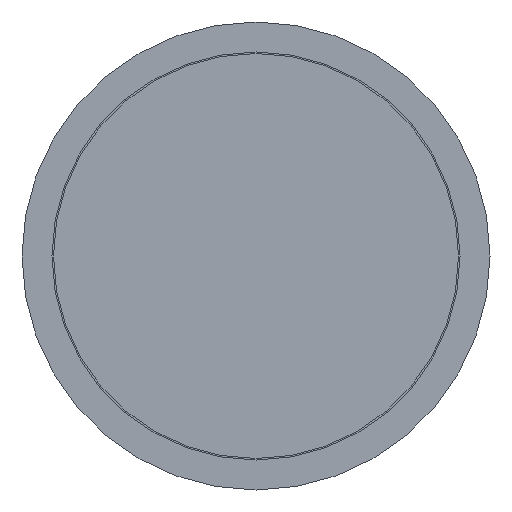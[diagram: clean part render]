
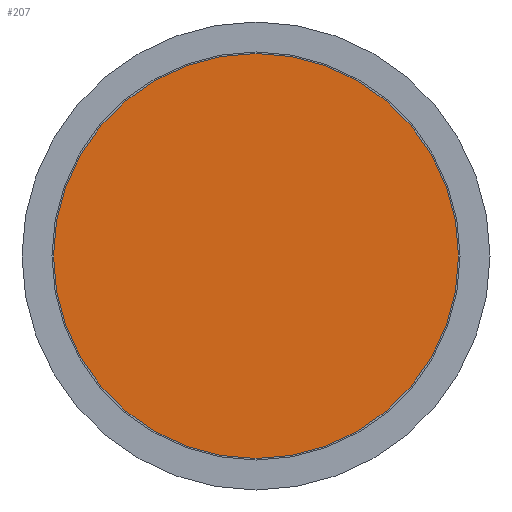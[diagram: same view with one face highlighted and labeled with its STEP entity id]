
A CAD part, front view. The second image highlights one B-rep face of the part: STEP entity #207.
In plain terms, the highlighted planar face has unit normal (0, -1, 0).
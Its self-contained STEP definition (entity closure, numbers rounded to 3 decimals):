
#9 = CARTESIAN_POINT ( 'NONE',  ( 0., 0., -33.75 ) ) ;
#90 = AXIS2_PLACEMENT_3D ( 'NONE', #385, #275, #203 ) ;
#106 = DIRECTION ( 'NONE',  ( 0., 0., 1. ) ) ;
#112 = FACE_OUTER_BOUND ( 'NONE', #406, .T. ) ;
#136 = EDGE_CURVE ( 'NONE', #235, #235, #231, .T. ) ;
#203 = DIRECTION ( 'NONE',  ( 0., 0., -1. ) ) ;
#207 = ADVANCED_FACE ( 'NONE', ( #112 ), #321, .F. ) ;
#231 = CIRCLE ( 'NONE', #90, 33.75 ) ;
#235 = VERTEX_POINT ( 'NONE', #9 ) ;
#254 = ORIENTED_EDGE ( 'NONE', *, *, #136, .T. ) ;
#275 = DIRECTION ( 'NONE',  ( 0., -1., 0. ) ) ;
#283 = DIRECTION ( 'NONE',  ( 0., 1., 0. ) ) ;
#321 = PLANE ( 'NONE',  #374 ) ;
#374 = AXIS2_PLACEMENT_3D ( 'NONE', #490, #283, #106 ) ;
#385 = CARTESIAN_POINT ( 'NONE',  ( 0., 0., 0. ) ) ;
#406 = EDGE_LOOP ( 'NONE', ( #254 ) ) ;
#490 = CARTESIAN_POINT ( 'NONE',  ( -33.75, 0., 0. ) ) ;
